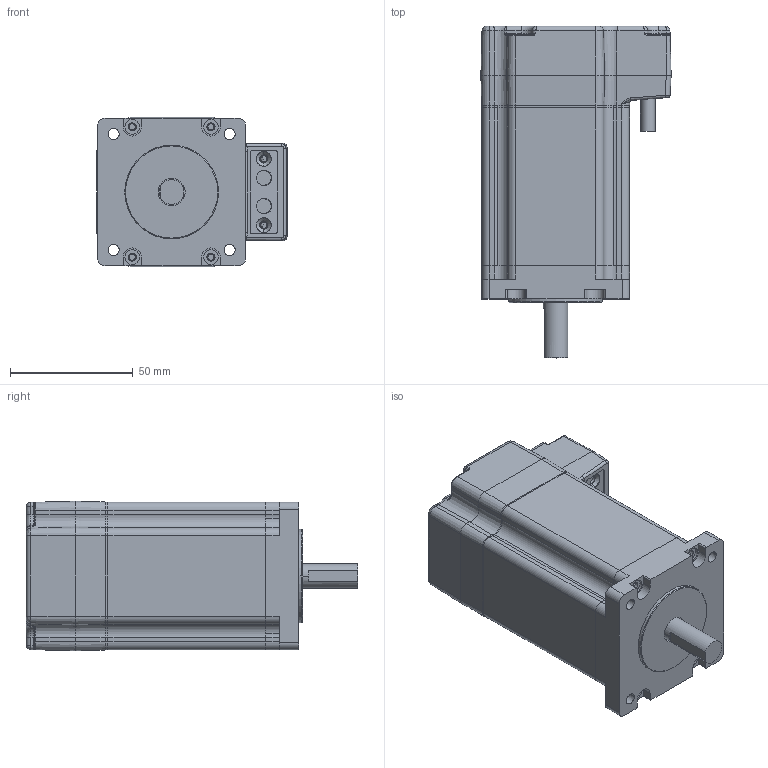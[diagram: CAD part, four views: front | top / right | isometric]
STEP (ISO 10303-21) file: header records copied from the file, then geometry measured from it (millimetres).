
FILE_DESCRIPTION((''),'2;1');
FILE_NAME('AM24RS3DMA_3D_ASM','2021-09-15T10:16:00',('MS05244'),(''),'CREO PARAMETRIC BY PTC INC, 2018100','CREO PARAMETRIC BY PTC INC, 2018100','');
FILE_SCHEMA(('CONFIG_CONTROL_DESIGN'));
Length unit declared in the file: millimetre
Products named in the file (10): 24000; SS2400; SS0001; SS24A0001; O60001; SS1700; 000; SS24000; SS2430001_ASM; AM24RS3DMA_3D_ASM
Assembly tree (11 placements, depth 3):
  AM24RS3DMA_3D_ASM
    SS2430001_ASM
      24000
      SS2400
      SS0001
      SS24A0001
      O60001  x2
      SS1700  x2
      000
      SS24000
Bounding box: 77.42 x 135 x 60.83 mm (x, y, z)
Volume: 250081.1 mm3; surface area: 120575.6 mm2
Topology: 10 solids, 10 shells, 1370 faces, 3706 edges, 2358 vertices
Faces by surface type: cylinder 666, plane 431, cone 110, bspline 78, torus 77, sphere 8
Entity records: 49809 total; most frequent: CARTESIAN_POINT 14777, DIRECTION 7605, ORIENTED_EDGE 7268, EDGE_CURVE 3634, AXIS2_PLACEMENT_3D 2891, VERTEX_POINT 2338, VECTOR 1823, LINE 1823
